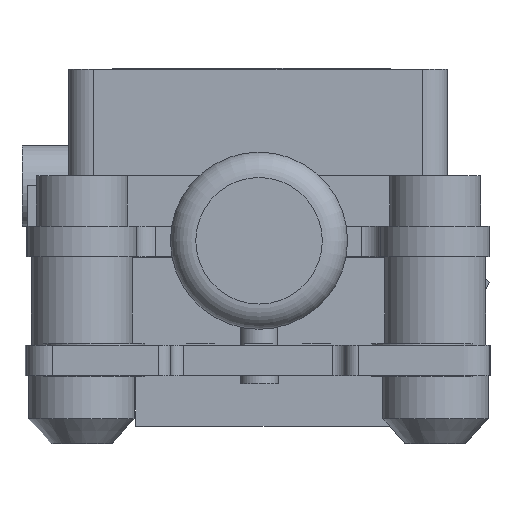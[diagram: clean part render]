
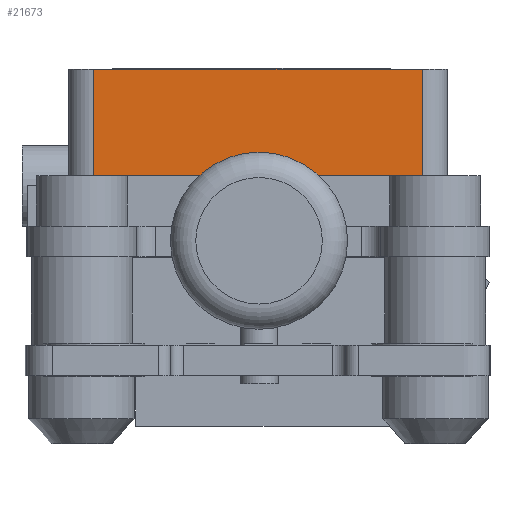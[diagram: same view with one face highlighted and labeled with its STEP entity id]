
A CAD part, left-side view. The second image highlights one B-rep face of the part: STEP entity #21673.
In plain terms, the highlighted planar face has unit normal (-1, 0, 0).
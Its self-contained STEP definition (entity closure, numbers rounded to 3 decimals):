
#884=FACE_OUTER_BOUND('',#2048,.T.);
#2048=EDGE_LOOP('',(#14181,#14182,#14183,#14184));
#3378=LINE('',#30278,#6020);
#3383=LINE('',#30294,#6025);
#3384=LINE('',#30298,#6026);
#3385=LINE('',#30299,#6027);
#6020=VECTOR('',#24787,10.);
#6025=VECTOR('',#24804,10.);
#6026=VECTOR('',#24809,10.);
#6027=VECTOR('',#24810,10.);
#8614=VERTEX_POINT('',#30275);
#8615=VERTEX_POINT('',#30277);
#8620=VERTEX_POINT('',#30293);
#8621=VERTEX_POINT('',#30297);
#10762=EDGE_CURVE('',#8614,#8615,#3378,.T.);
#10770=EDGE_CURVE('',#8615,#8620,#3383,.T.);
#10772=EDGE_CURVE('',#8621,#8614,#3384,.T.);
#10773=EDGE_CURVE('',#8620,#8621,#3385,.T.);
#14181=ORIENTED_EDGE('',*,*,#10770,.F.);
#14182=ORIENTED_EDGE('',*,*,#10762,.F.);
#14183=ORIENTED_EDGE('',*,*,#10772,.F.);
#14184=ORIENTED_EDGE('',*,*,#10773,.F.);
#19720=PLANE('',#22894);
#21673=ADVANCED_FACE('',(#884),#19720,.T.);
#22894=AXIS2_PLACEMENT_3D('',#30296,#24807,#24808);
#24787=DIRECTION('',(0.,-1.,0.));
#24804=DIRECTION('',(0.,0.,-1.));
#24807=DIRECTION('center_axis',(-1.,0.,0.));
#24808=DIRECTION('ref_axis',(0.,-1.,0.));
#24809=DIRECTION('',(0.,0.,1.));
#24810=DIRECTION('',(0.,1.,0.));
#30275=CARTESIAN_POINT('',(8.35,15.67,10.9));
#30277=CARTESIAN_POINT('',(8.35,2.67,10.9));
#30278=CARTESIAN_POINT('',(8.35,1.67,10.9));
#30293=CARTESIAN_POINT('',(8.35,2.67,6.7));
#30294=CARTESIAN_POINT('',(8.35,2.67,6.7));
#30296=CARTESIAN_POINT('Origin',(8.35,16.67,6.7));
#30297=CARTESIAN_POINT('',(8.35,15.67,6.7));
#30298=CARTESIAN_POINT('',(8.35,15.67,6.7));
#30299=CARTESIAN_POINT('',(8.35,12.92,6.7));
